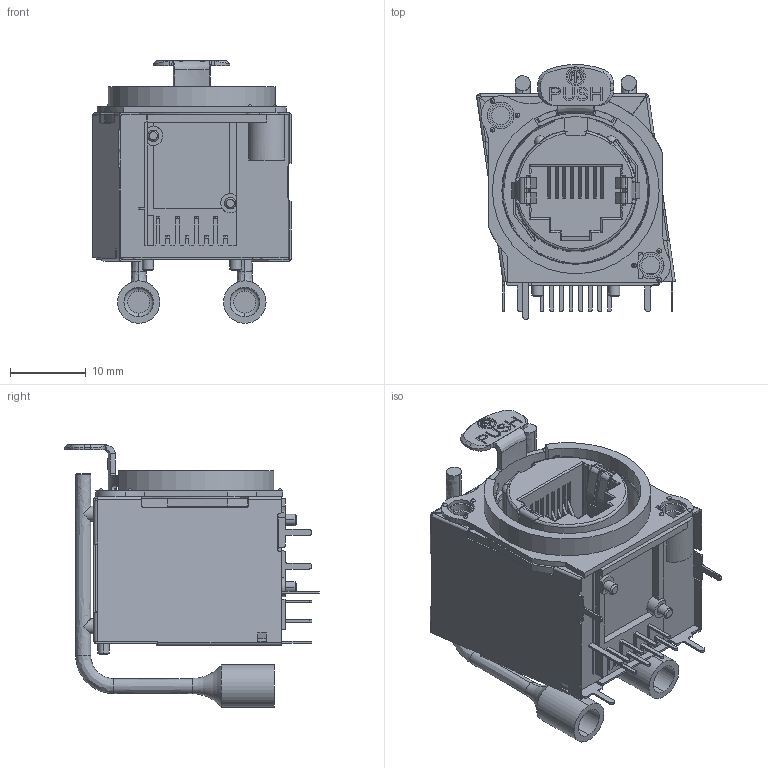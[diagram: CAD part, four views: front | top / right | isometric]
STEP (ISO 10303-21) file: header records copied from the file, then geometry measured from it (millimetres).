
FILE_DESCRIPTION((''),'2;1');
FILE_NAME('NE8FBH-LED','2019-09-12T15:15:49',('odo'),(''),'CREO PARAMETRIC BY PTC INC, 2018500','CREO PARAMETRIC BY PTC INC, 2018500','');
FILE_SCHEMA(('CONFIG_CONTROL_DESIGN'));
Length unit declared in the file: millimetre
Products named in the file (1): NE8FBH-LED
Bounding box: 26.21 x 33.6 x 34.66 mm (x, y, z)
Volume: 9945 mm3; surface area: 8092.1 mm2
Topology: 1 solids, 3 shells, 1485 faces, 4135 edges, 2603 vertices
Faces by surface type: plane 1002, cylinder 362, bspline 53, cone 32, torus 20, sphere 16
Entity records: 49305 total; most frequent: CARTESIAN_POINT 11338, ORIENTED_EDGE 8234, DIRECTION 7518, EDGE_CURVE 4117, VECTOR 3050, LINE 3050, VERTEX_POINT 2603, AXIS2_PLACEMENT_3D 2234
